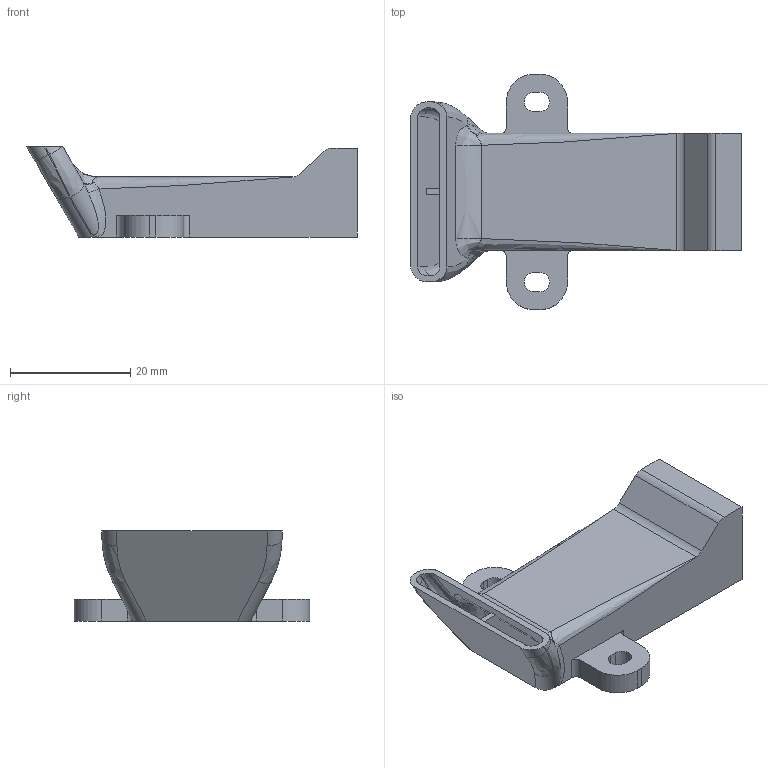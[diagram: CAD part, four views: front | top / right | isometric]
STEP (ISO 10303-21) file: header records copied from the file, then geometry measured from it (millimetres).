
FILE_DESCRIPTION (( 'STEP AP214' ), '1' );
FILE_NAME ('Duct_1.0.STEP', '2017-06-06T06:20:50', ( '' ), ( '' ), 'SwSTEP 2.0', 'SolidWorks 2014', '' );
FILE_SCHEMA (( 'AUTOMOTIVE_DESIGN' ));
Length unit declared in the file: millimetre
Products named in the file (1): Duct_1.0
Bounding box: 55 x 39.2 x 15 mm (x, y, z)
Volume: 4325.9 mm3; surface area: 8048.2 mm2
Topology: 1 solids, 1 shells, 116 faces, 311 edges, 194 vertices
Faces by surface type: plane 45, cylinder 40, bspline 31
Entity records: 5502 total; most frequent: CARTESIAN_POINT 2864, ORIENTED_EDGE 618, DIRECTION 453, EDGE_CURVE 309, VERTEX_POINT 194, VECTOR 157, LINE 157, AXIS2_PLACEMENT_3D 148
